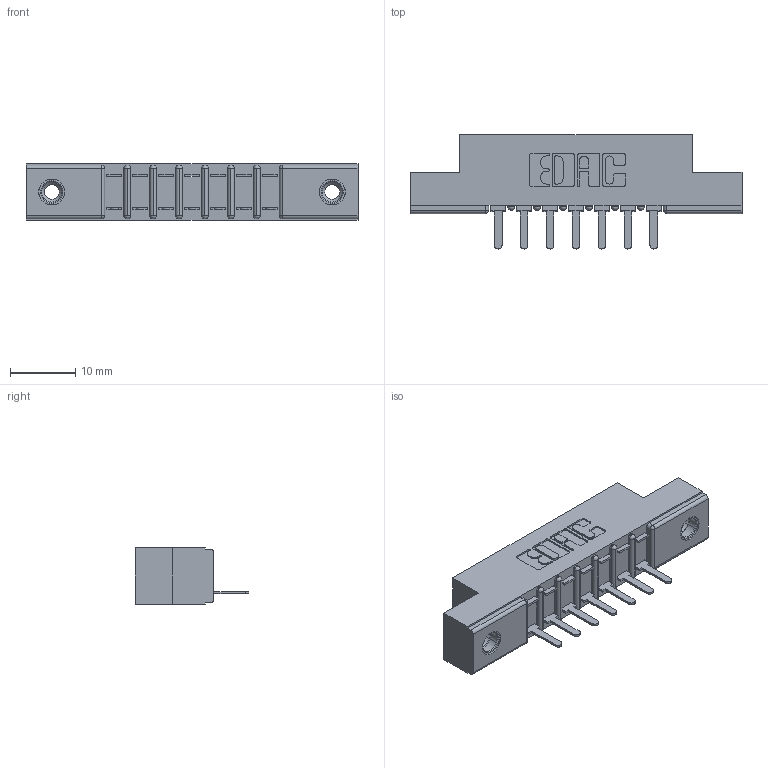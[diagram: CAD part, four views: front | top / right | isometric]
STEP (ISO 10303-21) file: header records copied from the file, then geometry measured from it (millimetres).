
FILE_DESCRIPTION (( 'STEP AP203' ), '1' );
FILE_NAME ('357-007-521-108.STEP', '2018-08-07T00:05:13', ( '' ), ( '' ), 'SwSTEP 2.0', 'SolidWorks 2016', '' );
FILE_SCHEMA (( 'CONFIG_CONTROL_DESIGN' ));
Length unit declared in the file: inch
Products named in the file (4): 357-007-521-108; 307 Part_.156 Dia Mounting Holes; 307-290-002_521; 345-250-001_345-250-003-102
Assembly tree (10 placements, depth 2):
  357-007-521-108
    307 Part_.156 Dia Mounting Holes
    307-290-002_521  x7
    345-250-001_345-250-003-102  x2
Bounding box: 50.75 x 17.42 x 8.71 mm (x, y, z)
Volume: 3336.4 mm3; surface area: 5257.2 mm2
Topology: 10 solids, 10 shells, 704 faces, 2083 edges, 1358 vertices
Faces by surface type: plane 417, cylinder 255, sphere 16, cone 12, torus 4
Entity records: 12219 total; most frequent: CARTESIAN_POINT 2035, ORIENTED_EDGE 2018, DIRECTION 2003, EDGE_CURVE 1009, VECTOR 755, LINE 755, VERTEX_POINT 656, AXIS2_PLACEMENT_3D 624
